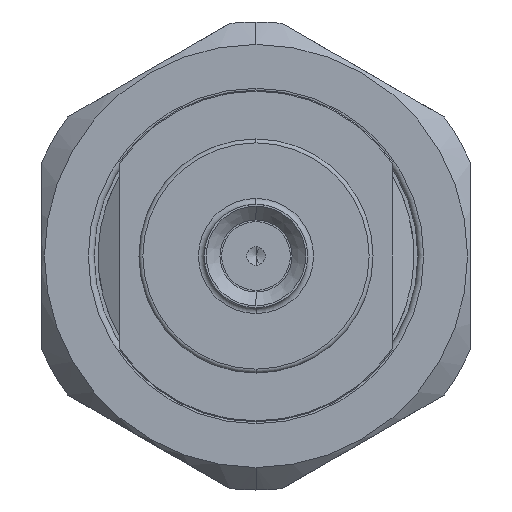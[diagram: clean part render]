
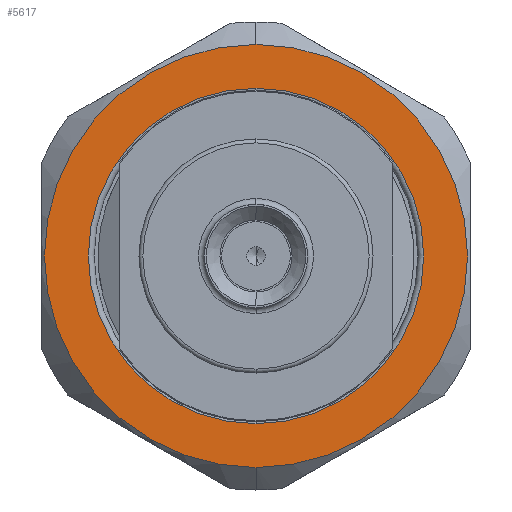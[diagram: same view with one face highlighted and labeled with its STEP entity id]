
A CAD part, left-side view. The second image highlights one B-rep face of the part: STEP entity #5617.
In plain terms, the highlighted planar face has unit normal (-1, 0, 0).
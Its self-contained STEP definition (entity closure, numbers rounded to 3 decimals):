
#41 = EDGE_CURVE ( 'NONE', #7167, #1597, #3466, .T. ) ;
#74 = CARTESIAN_POINT ( 'NONE',  ( -13.1, -8.6, 0. ) ) ;
#360 = AXIS2_PLACEMENT_3D ( 'NONE', #74, #9237, #7752 ) ;
#700 = ORIENTED_EDGE ( 'NONE', *, *, #1653, .T. ) ;
#729 = CIRCLE ( 'NONE', #5186, 8.6 ) ;
#791 = DIRECTION ( 'NONE',  ( 1., 0., 0. ) ) ;
#1013 = AXIS2_PLACEMENT_3D ( 'NONE', #7277, #4183, #8767 ) ;
#1107 = DIRECTION ( 'NONE',  ( 1., 0., 0. ) ) ;
#1302 = CARTESIAN_POINT ( 'NONE',  ( -13.1, 0., -8.6 ) ) ;
#1597 = VERTEX_POINT ( 'NONE', #2962 ) ;
#1653 = EDGE_CURVE ( 'NONE', #3770, #7713, #729, .T. ) ;
#2182 = EDGE_CURVE ( 'NONE', #7713, #3770, #5420, .T. ) ;
#2330 = ORIENTED_EDGE ( 'NONE', *, *, #2182, .T. ) ;
#2803 = ORIENTED_EDGE ( 'NONE', *, *, #6820, .F. ) ;
#2962 = CARTESIAN_POINT ( 'NONE',  ( -13.1, 0., -10.85 ) ) ;
#3337 = DIRECTION ( 'NONE',  ( 0., 0., -1. ) ) ;
#3466 = CIRCLE ( 'NONE', #7928, 10.85 ) ;
#3720 = CIRCLE ( 'NONE', #1013, 10.85 ) ;
#3770 = VERTEX_POINT ( 'NONE', #5335 ) ;
#3829 = DIRECTION ( 'NONE',  ( 0., 0., -1. ) ) ;
#4126 = ORIENTED_EDGE ( 'NONE', *, *, #41, .F. ) ;
#4183 = DIRECTION ( 'NONE',  ( 1., 0., 0. ) ) ;
#4609 = FACE_OUTER_BOUND ( 'NONE', #6755, .T. ) ;
#5186 = AXIS2_PLACEMENT_3D ( 'NONE', #7132, #1107, #3337 ) ;
#5335 = CARTESIAN_POINT ( 'NONE',  ( -13.1, 0., 8.6 ) ) ;
#5420 = CIRCLE ( 'NONE', #6056, 8.6 ) ;
#5547 = DIRECTION ( 'NONE',  ( 0., 0., -1. ) ) ;
#5617 = ADVANCED_FACE ( 'NONE', ( #7562, #4609 ), #6904, .F. ) ;
#6056 = AXIS2_PLACEMENT_3D ( 'NONE', #8688, #9231, #5547 ) ;
#6402 = CARTESIAN_POINT ( 'NONE',  ( -13.1, 0., 10.85 ) ) ;
#6755 = EDGE_LOOP ( 'NONE', ( #2803, #4126 ) ) ;
#6820 = EDGE_CURVE ( 'NONE', #1597, #7167, #3720, .T. ) ;
#6904 = PLANE ( 'NONE',  #360 ) ;
#7132 = CARTESIAN_POINT ( 'NONE',  ( -13.1, 0., 0. ) ) ;
#7167 = VERTEX_POINT ( 'NONE', #6402 ) ;
#7277 = CARTESIAN_POINT ( 'NONE',  ( -13.1, 0., 0. ) ) ;
#7562 = FACE_BOUND ( 'NONE', #8219, .T. ) ;
#7713 = VERTEX_POINT ( 'NONE', #1302 ) ;
#7752 = DIRECTION ( 'NONE',  ( 0., 1., 0. ) ) ;
#7928 = AXIS2_PLACEMENT_3D ( 'NONE', #8466, #791, #3829 ) ;
#8219 = EDGE_LOOP ( 'NONE', ( #2330, #700 ) ) ;
#8466 = CARTESIAN_POINT ( 'NONE',  ( -13.1, 0., 0. ) ) ;
#8688 = CARTESIAN_POINT ( 'NONE',  ( -13.1, 0., 0. ) ) ;
#8767 = DIRECTION ( 'NONE',  ( 0., 0., -1. ) ) ;
#9231 = DIRECTION ( 'NONE',  ( 1., 0., 0. ) ) ;
#9237 = DIRECTION ( 'NONE',  ( 1., 0., 0. ) ) ;
